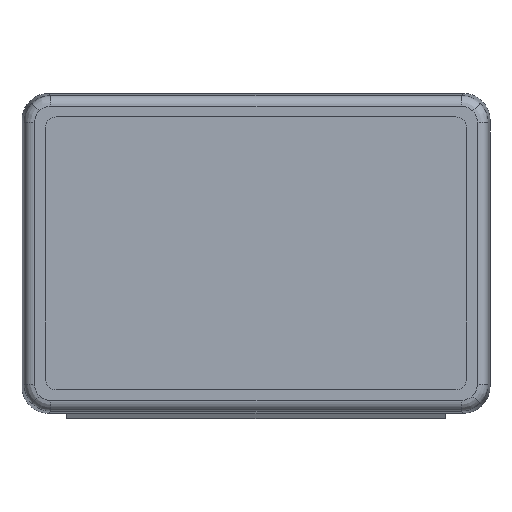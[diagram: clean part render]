
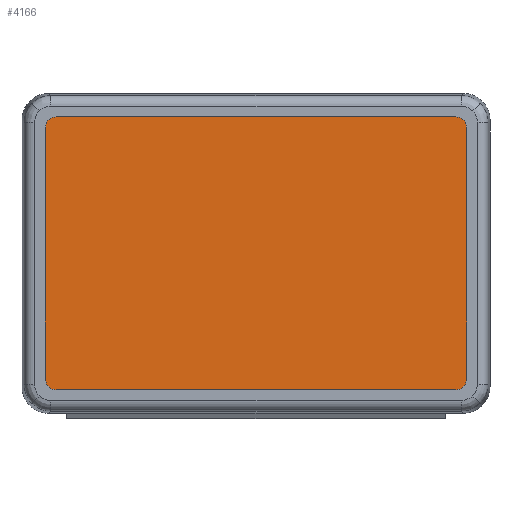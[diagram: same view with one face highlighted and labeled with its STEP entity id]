
A CAD part, front view. The second image highlights one B-rep face of the part: STEP entity #4166.
In plain terms, the highlighted planar face has unit normal (0, -1, 0).
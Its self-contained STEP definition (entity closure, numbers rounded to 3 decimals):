
#24 = LINE ( 'NONE', #800, #1673 ) ;
#43 = DIRECTION ( 'NONE',  ( 0., -1., 0. ) ) ;
#69 = VERTEX_POINT ( 'NONE', #193 ) ;
#97 = CARTESIAN_POINT ( 'NONE',  ( -39.75, 0.1, -25.75 ) ) ;
#141 = DIRECTION ( 'NONE',  ( 0., 0., -1. ) ) ;
#180 = CARTESIAN_POINT ( 'NONE',  ( 37.75, 0.1, 25.75 ) ) ;
#193 = CARTESIAN_POINT ( 'NONE',  ( -37.75, 0.1, -25.75 ) ) ;
#275 = ORIENTED_EDGE ( 'NONE', *, *, #1693, .T. ) ;
#283 = CARTESIAN_POINT ( 'NONE',  ( 37.75, 0.1, -25.75 ) ) ;
#396 = VECTOR ( 'NONE', #1106, 1000. ) ;
#413 = VERTEX_POINT ( 'NONE', #807 ) ;
#458 = VERTEX_POINT ( 'NONE', #1628 ) ;
#484 = DIRECTION ( 'NONE',  ( 0., 0., -1. ) ) ;
#560 = DIRECTION ( 'NONE',  ( 0., -1., 0. ) ) ;
#627 = VERTEX_POINT ( 'NONE', #283 ) ;
#719 = AXIS2_PLACEMENT_3D ( 'NONE', #922, #560, #484 ) ;
#736 = EDGE_CURVE ( 'NONE', #458, #413, #1099, .T. ) ;
#744 = ORIENTED_EDGE ( 'NONE', *, *, #773, .T. ) ;
#773 = EDGE_CURVE ( 'NONE', #627, #4207, #2146, .T. ) ;
#800 = CARTESIAN_POINT ( 'NONE',  ( 39.75, 0.1, 25.75 ) ) ;
#807 = CARTESIAN_POINT ( 'NONE',  ( -39.75, 0.1, -23.75 ) ) ;
#891 = ORIENTED_EDGE ( 'NONE', *, *, #2539, .T. ) ;
#922 = CARTESIAN_POINT ( 'NONE',  ( 0., 0.1, 0. ) ) ;
#1085 = DIRECTION ( 'NONE',  ( 0., -1., 0. ) ) ;
#1099 = LINE ( 'NONE', #1851, #2978 ) ;
#1106 = DIRECTION ( 'NONE',  ( -1., 0., 0. ) ) ;
#1136 = ORIENTED_EDGE ( 'NONE', *, *, #1752, .T. ) ;
#1282 = FACE_OUTER_BOUND ( 'NONE', #1833, .T. ) ;
#1628 = CARTESIAN_POINT ( 'NONE',  ( -39.75, 0.1, 23.75 ) ) ;
#1632 = CARTESIAN_POINT ( 'NONE',  ( -37.75, 0.1, 23.75 ) ) ;
#1673 = VECTOR ( 'NONE', #2916, 1000. ) ;
#1680 = AXIS2_PLACEMENT_3D ( 'NONE', #3657, #43, #2230 ) ;
#1693 = EDGE_CURVE ( 'NONE', #69, #627, #3324, .T. ) ;
#1752 = EDGE_CURVE ( 'NONE', #413, #69, #2577, .T. ) ;
#1833 = EDGE_LOOP ( 'NONE', ( #3286, #1136, #275, #744, #891, #4094, #1909, #2513 ) ) ;
#1851 = CARTESIAN_POINT ( 'NONE',  ( -39.75, 0.1, 25.75 ) ) ;
#1909 = ORIENTED_EDGE ( 'NONE', *, *, #3260, .T. ) ;
#2146 = CIRCLE ( 'NONE', #1680, 2. ) ;
#2230 = DIRECTION ( 'NONE',  ( 0., 0., -1. ) ) ;
#2354 = DIRECTION ( 'NONE',  ( 0., 0., -1. ) ) ;
#2396 = EDGE_CURVE ( 'NONE', #3311, #458, #3128, .T. ) ;
#2485 = CARTESIAN_POINT ( 'NONE',  ( 39.75, 0.1, 23.75 ) ) ;
#2498 = LINE ( 'NONE', #3285, #396 ) ;
#2512 = CARTESIAN_POINT ( 'NONE',  ( 39.75, 0.1, -23.75 ) ) ;
#2513 = ORIENTED_EDGE ( 'NONE', *, *, #2396, .T. ) ;
#2514 = AXIS2_PLACEMENT_3D ( 'NONE', #1632, #3094, #2354 ) ;
#2539 = EDGE_CURVE ( 'NONE', #4207, #2693, #24, .T. ) ;
#2577 = CIRCLE ( 'NONE', #2815, 2. ) ;
#2633 = DIRECTION ( 'NONE',  ( 1., 0., 0. ) ) ;
#2659 = DIRECTION ( 'NONE',  ( 0., 0., -1. ) ) ;
#2675 = VERTEX_POINT ( 'NONE', #180 ) ;
#2693 = VERTEX_POINT ( 'NONE', #2485 ) ;
#2815 = AXIS2_PLACEMENT_3D ( 'NONE', #4258, #4575, #141 ) ;
#2916 = DIRECTION ( 'NONE',  ( 0., 0., 1. ) ) ;
#2926 = CARTESIAN_POINT ( 'NONE',  ( -37.75, 0.1, 25.75 ) ) ;
#2978 = VECTOR ( 'NONE', #4475, 1000. ) ;
#3094 = DIRECTION ( 'NONE',  ( 0., -1., 0. ) ) ;
#3128 = CIRCLE ( 'NONE', #2514, 2. ) ;
#3260 = EDGE_CURVE ( 'NONE', #2675, #3311, #2498, .T. ) ;
#3285 = CARTESIAN_POINT ( 'NONE',  ( -39.75, 0.1, 25.75 ) ) ;
#3286 = ORIENTED_EDGE ( 'NONE', *, *, #736, .T. ) ;
#3311 = VERTEX_POINT ( 'NONE', #2926 ) ;
#3318 = EDGE_CURVE ( 'NONE', #2693, #2675, #4303, .T. ) ;
#3324 = LINE ( 'NONE', #97, #3639 ) ;
#3639 = VECTOR ( 'NONE', #2633, 1000. ) ;
#3657 = CARTESIAN_POINT ( 'NONE',  ( 37.75, 0.1, -23.75 ) ) ;
#4094 = ORIENTED_EDGE ( 'NONE', *, *, #3318, .T. ) ;
#4142 = AXIS2_PLACEMENT_3D ( 'NONE', #4732, #1085, #2659 ) ;
#4166 = ADVANCED_FACE ( 'NONE', ( #1282 ), #4204, .T. ) ;
#4204 = PLANE ( 'NONE',  #719 ) ;
#4207 = VERTEX_POINT ( 'NONE', #2512 ) ;
#4258 = CARTESIAN_POINT ( 'NONE',  ( -37.75, 0.1, -23.75 ) ) ;
#4303 = CIRCLE ( 'NONE', #4142, 2. ) ;
#4475 = DIRECTION ( 'NONE',  ( 0., 0., -1. ) ) ;
#4575 = DIRECTION ( 'NONE',  ( 0., -1., 0. ) ) ;
#4732 = CARTESIAN_POINT ( 'NONE',  ( 37.75, 0.1, 23.75 ) ) ;
